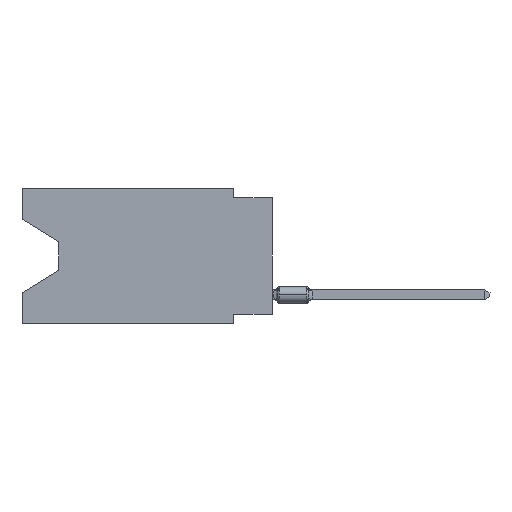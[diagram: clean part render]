
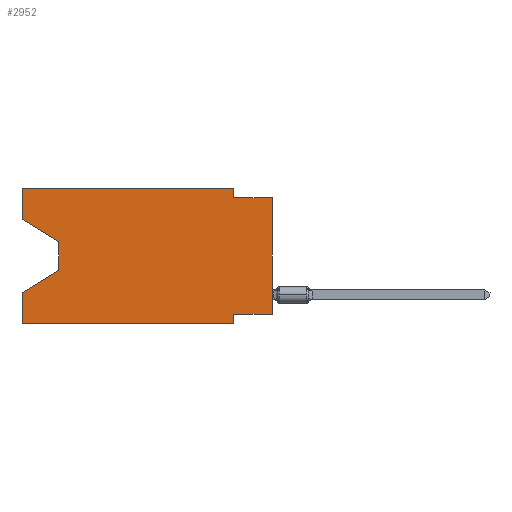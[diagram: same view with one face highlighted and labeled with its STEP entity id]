
A CAD part, left-side view. The second image highlights one B-rep face of the part: STEP entity #2952.
In plain terms, the highlighted planar face has unit normal (-1, 0, 0).
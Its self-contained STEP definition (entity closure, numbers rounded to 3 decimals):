
#571 = ORIENTED_EDGE ( 'NONE', *, *, #10873, .T. ) ;
#1212 = LINE ( 'NONE', #15882, #22819 ) ;
#1359 = CARTESIAN_POINT ( 'NONE',  ( 0., 2.54, -0.635 ) ) ;
#2543 = VERTEX_POINT ( 'NONE', #28852 ) ;
#2952 = ADVANCED_FACE ( 'NONE', ( #3887 ), #23342, .F. ) ;
#2981 = LINE ( 'NONE', #19714, #31004 ) ;
#3045 = VECTOR ( 'NONE', #12091, 1000. ) ;
#3401 = CARTESIAN_POINT ( 'NONE',  ( 0., 16.383, 0. ) ) ;
#3887 = FACE_OUTER_BOUND ( 'NONE', #21632, .T. ) ;
#4073 = EDGE_CURVE ( 'NONE', #2543, #21402, #19308, .T. ) ;
#4481 = VECTOR ( 'NONE', #5805, 1000. ) ;
#4572 = ORIENTED_EDGE ( 'NONE', *, *, #9107, .F. ) ;
#4991 = EDGE_CURVE ( 'NONE', #14117, #21042, #19872, .T. ) ;
#5612 = CARTESIAN_POINT ( 'NONE',  ( 0., 13.97, -3.505 ) ) ;
#5805 = DIRECTION ( 'NONE',  ( 0., 0., 1. ) ) ;
#6056 = VERTEX_POINT ( 'NONE', #12729 ) ;
#6102 = VECTOR ( 'NONE', #26347, 1000. ) ;
#6763 = CARTESIAN_POINT ( 'NONE',  ( 0., 0., -0.635 ) ) ;
#7027 = DIRECTION ( 'NONE',  ( 0., -1., 0. ) ) ;
#7204 = VERTEX_POINT ( 'NONE', #28907 ) ;
#7229 = DIRECTION ( 'NONE',  ( 0., 1., 0. ) ) ;
#7368 = VERTEX_POINT ( 'NONE', #13294 ) ;
#7567 = EDGE_CURVE ( 'NONE', #12914, #20372, #19000, .T. ) ;
#7853 = CARTESIAN_POINT ( 'NONE',  ( 0., 13.97, -3.505 ) ) ;
#7871 = EDGE_CURVE ( 'NONE', #7368, #7204, #20892, .T. ) ;
#8626 = CARTESIAN_POINT ( 'NONE',  ( 0., 0., 0. ) ) ;
#8712 = EDGE_CURVE ( 'NONE', #14117, #20453, #1212, .T. ) ;
#9107 = EDGE_CURVE ( 'NONE', #20595, #12914, #2981, .T. ) ;
#9771 = ORIENTED_EDGE ( 'NONE', *, *, #7567, .F. ) ;
#9860 = CARTESIAN_POINT ( 'NONE',  ( 0., 13.97, -5.385 ) ) ;
#10069 = EDGE_CURVE ( 'NONE', #2543, #20372, #30438, .T. ) ;
#10549 = LINE ( 'NONE', #7853, #11582 ) ;
#10718 = DIRECTION ( 'NONE',  ( 0., 0., -1. ) ) ;
#10861 = EDGE_CURVE ( 'NONE', #21402, #7204, #11157, .T. ) ;
#10873 = EDGE_CURVE ( 'NONE', #20405, #6056, #24186, .T. ) ;
#10977 = ORIENTED_EDGE ( 'NONE', *, *, #7871, .T. ) ;
#11157 = LINE ( 'NONE', #20866, #3045 ) ;
#11431 = ORIENTED_EDGE ( 'NONE', *, *, #22019, .F. ) ;
#11582 = VECTOR ( 'NONE', #10718, 1000. ) ;
#12091 = DIRECTION ( 'NONE',  ( 0., 0., -1. ) ) ;
#12625 = CARTESIAN_POINT ( 'NONE',  ( 0., 13.97, -5.385 ) ) ;
#12729 = CARTESIAN_POINT ( 'NONE',  ( 0., 16.383, -6.852 ) ) ;
#12914 = VERTEX_POINT ( 'NONE', #1359 ) ;
#13025 = EDGE_CURVE ( 'NONE', #21042, #20595, #31298, .T. ) ;
#13294 = CARTESIAN_POINT ( 'NONE',  ( 0., 16.383, -8.89 ) ) ;
#14117 = VERTEX_POINT ( 'NONE', #16351 ) ;
#14392 = ORIENTED_EDGE ( 'NONE', *, *, #19058, .T. ) ;
#15882 = CARTESIAN_POINT ( 'NONE',  ( 0., 16.383, -2.038 ) ) ;
#15945 = VECTOR ( 'NONE', #29599, 1000. ) ;
#16325 = VECTOR ( 'NONE', #31360, 1000. ) ;
#16351 = CARTESIAN_POINT ( 'NONE',  ( 0., 16.383, -2.038 ) ) ;
#17436 = ORIENTED_EDGE ( 'NONE', *, *, #8712, .T. ) ;
#17642 = DIRECTION ( 'NONE',  ( 0., 0., -1. ) ) ;
#18073 = VECTOR ( 'NONE', #22202, 1000. ) ;
#18146 = CARTESIAN_POINT ( 'NONE',  ( 0., 16.383, 0. ) ) ;
#18187 = CARTESIAN_POINT ( 'NONE',  ( 0., 2.54, 0. ) ) ;
#18276 = DIRECTION ( 'NONE',  ( 0., -0.855, -0.519 ) ) ;
#18329 = VECTOR ( 'NONE', #7027, 1000. ) ;
#18862 = CARTESIAN_POINT ( 'NONE',  ( 0., 2.54, -8.255 ) ) ;
#19000 = LINE ( 'NONE', #6763, #6102 ) ;
#19058 = EDGE_CURVE ( 'NONE', #20453, #20405, #10549, .T. ) ;
#19171 = ORIENTED_EDGE ( 'NONE', *, *, #13025, .F. ) ;
#19308 = LINE ( 'NONE', #27130, #21810 ) ;
#19714 = CARTESIAN_POINT ( 'NONE',  ( 0., 2.54, 0. ) ) ;
#19872 = LINE ( 'NONE', #22260, #15945 ) ;
#20018 = ORIENTED_EDGE ( 'NONE', *, *, #4991, .F. ) ;
#20372 = VERTEX_POINT ( 'NONE', #21556 ) ;
#20405 = VERTEX_POINT ( 'NONE', #12625 ) ;
#20453 = VERTEX_POINT ( 'NONE', #5612 ) ;
#20595 = VERTEX_POINT ( 'NONE', #18187 ) ;
#20866 = CARTESIAN_POINT ( 'NONE',  ( 0., 2.54, -8.89 ) ) ;
#20868 = VECTOR ( 'NONE', #28968, 1000. ) ;
#20892 = LINE ( 'NONE', #30620, #18329 ) ;
#20939 = CARTESIAN_POINT ( 'NONE',  ( 0., 16.383, 0. ) ) ;
#21042 = VERTEX_POINT ( 'NONE', #18146 ) ;
#21092 = DIRECTION ( 'NONE',  ( 0., 0., -1. ) ) ;
#21402 = VERTEX_POINT ( 'NONE', #18862 ) ;
#21556 = CARTESIAN_POINT ( 'NONE',  ( 0., 0., -0.635 ) ) ;
#21632 = EDGE_LOOP ( 'NONE', ( #17436, #14392, #571, #11431, #10977, #28005, #26490, #25326, #9771, #4572, #19171, #20018 ) ) ;
#21810 = VECTOR ( 'NONE', #7229, 1000. ) ;
#22019 = EDGE_CURVE ( 'NONE', #7368, #6056, #27632, .T. ) ;
#22202 = DIRECTION ( 'NONE',  ( 0., -1., 0. ) ) ;
#22260 = CARTESIAN_POINT ( 'NONE',  ( 0., 16.383, 0. ) ) ;
#22819 = VECTOR ( 'NONE', #18276, 1000. ) ;
#23342 = PLANE ( 'NONE',  #25021 ) ;
#24186 = LINE ( 'NONE', #9860, #20868 ) ;
#25021 = AXIS2_PLACEMENT_3D ( 'NONE', #20939, #30665, #21092 ) ;
#25326 = ORIENTED_EDGE ( 'NONE', *, *, #10069, .T. ) ;
#26347 = DIRECTION ( 'NONE',  ( 0., -1., 0. ) ) ;
#26490 = ORIENTED_EDGE ( 'NONE', *, *, #4073, .F. ) ;
#26683 = CARTESIAN_POINT ( 'NONE',  ( 0., 16.383, 0. ) ) ;
#27130 = CARTESIAN_POINT ( 'NONE',  ( 0., 0., -8.255 ) ) ;
#27632 = LINE ( 'NONE', #3401, #4481 ) ;
#28005 = ORIENTED_EDGE ( 'NONE', *, *, #10861, .F. ) ;
#28852 = CARTESIAN_POINT ( 'NONE',  ( 0., 0., -8.255 ) ) ;
#28907 = CARTESIAN_POINT ( 'NONE',  ( 0., 2.54, -8.89 ) ) ;
#28968 = DIRECTION ( 'NONE',  ( 0., 0.855, -0.519 ) ) ;
#29599 = DIRECTION ( 'NONE',  ( 0., 0., 1. ) ) ;
#30438 = LINE ( 'NONE', #8626, #16325 ) ;
#30620 = CARTESIAN_POINT ( 'NONE',  ( 0., 16.383, -8.89 ) ) ;
#30665 = DIRECTION ( 'NONE',  ( 1., 0., 0. ) ) ;
#31004 = VECTOR ( 'NONE', #17642, 1000. ) ;
#31298 = LINE ( 'NONE', #26683, #18073 ) ;
#31360 = DIRECTION ( 'NONE',  ( 0., 0., 1. ) ) ;
